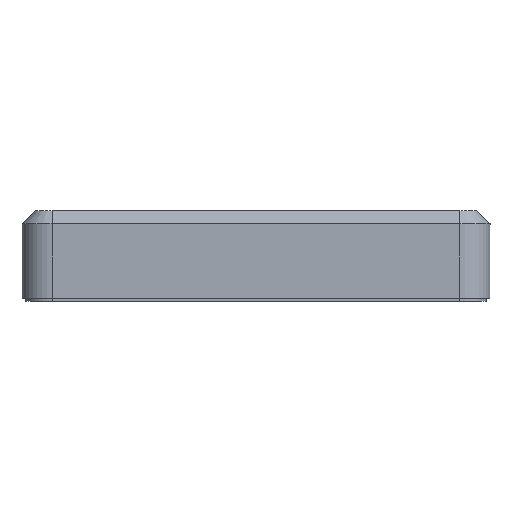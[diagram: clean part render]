
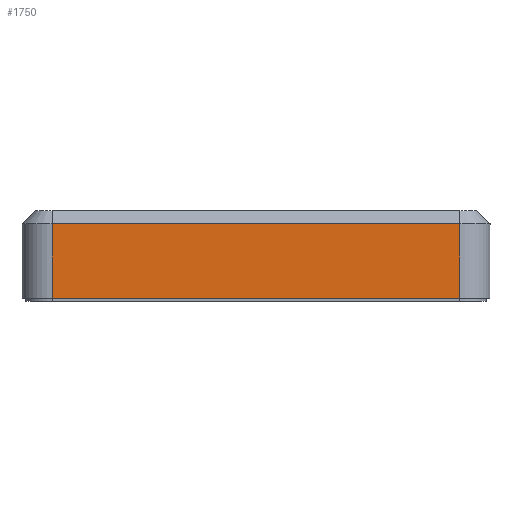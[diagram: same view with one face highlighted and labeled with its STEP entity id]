
A CAD part, left-side view. The second image highlights one B-rep face of the part: STEP entity #1750.
In plain terms, the highlighted planar face has unit normal (-1, 0, 0).
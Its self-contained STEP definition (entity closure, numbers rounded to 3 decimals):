
#291=FACE_OUTER_BOUND('',#431,.T.);
#431=EDGE_LOOP('',(#1597,#1598,#1599,#1600));
#445=LINE('',#2504,#596);
#451=LINE('',#2525,#602);
#476=LINE('',#2641,#627);
#584=LINE('',#2959,#735);
#596=VECTOR('',#1987,10.);
#602=VECTOR('',#2011,10.);
#627=VECTOR('',#2120,10.);
#735=VECTOR('',#2466,10.);
#744=VERTEX_POINT('',#2494);
#746=VERTEX_POINT('',#2500);
#753=VERTEX_POINT('',#2523);
#802=VERTEX_POINT('',#2639);
#909=EDGE_CURVE('',#744,#746,#445,.T.);
#920=EDGE_CURVE('',#753,#744,#451,.T.);
#977=EDGE_CURVE('',#753,#802,#476,.T.);
#1134=EDGE_CURVE('',#802,#746,#584,.T.);
#1597=ORIENTED_EDGE('',*,*,#909,.F.);
#1598=ORIENTED_EDGE('',*,*,#920,.F.);
#1599=ORIENTED_EDGE('',*,*,#977,.T.);
#1600=ORIENTED_EDGE('',*,*,#1134,.T.);
#1659=PLANE('',#1954);
#1750=ADVANCED_FACE('',(#291),#1659,.T.);
#1954=AXIS2_PLACEMENT_3D('',#2960,#2467,#2468);
#1987=DIRECTION('',(0.,-1.,0.));
#2011=DIRECTION('',(0.,0.,1.));
#2120=DIRECTION('',(0.,-1.,0.));
#2466=DIRECTION('',(0.,0.,1.));
#2467=DIRECTION('center_axis',(-1.,0.,0.));
#2468=DIRECTION('ref_axis',(0.,-1.,0.));
#2494=CARTESIAN_POINT('',(-6.5,2.,11.603));
#2500=CARTESIAN_POINT('',(-6.5,-59.,11.603));
#2504=CARTESIAN_POINT('',(-6.5,-13.25,11.603));
#2523=CARTESIAN_POINT('',(-6.5,2.,0.5));
#2525=CARTESIAN_POINT('',(-6.5,2.,0.));
#2639=CARTESIAN_POINT('',(-6.5,-59.,0.5));
#2641=CARTESIAN_POINT('',(-6.5,4.,0.5));
#2959=CARTESIAN_POINT('',(-6.5,-59.,0.));
#2960=CARTESIAN_POINT('Origin',(-6.5,2.,0.));
